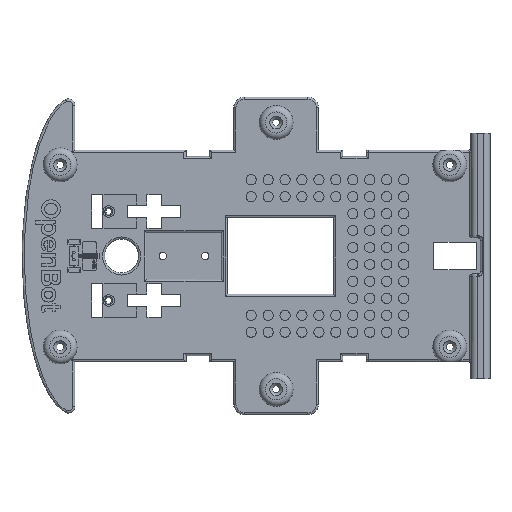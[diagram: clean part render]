
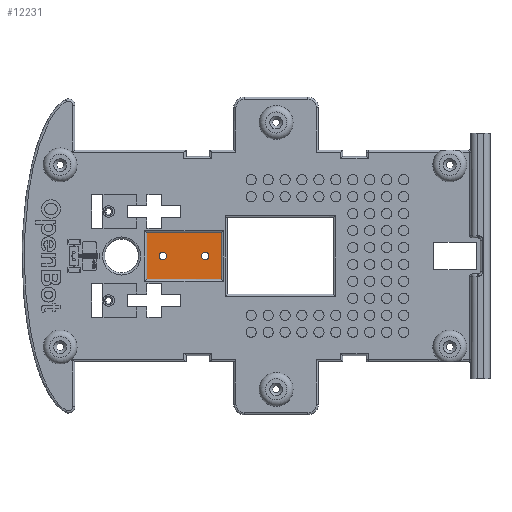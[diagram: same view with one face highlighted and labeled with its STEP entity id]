
A CAD part, top view. The second image highlights one B-rep face of the part: STEP entity #12231.
In plain terms, the highlighted planar face has unit normal (0, 0, 1).
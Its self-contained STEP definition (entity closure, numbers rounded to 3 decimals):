
#882=FACE_BOUND('',#2693,.T.);
#883=FACE_BOUND('',#2694,.T.);
#1192=PLANE('',#12985);
#1854=FACE_OUTER_BOUND('',#2692,.T.);
#2692=EDGE_LOOP('',(#11059,#11060,#11061,#11062));
#2693=EDGE_LOOP('',(#11063));
#2694=EDGE_LOOP('',(#11064));
#3683=LINE('',#22801,#4638);
#3684=LINE('',#22806,#4639);
#3685=LINE('',#22809,#4640);
#3686=LINE('',#22812,#4641);
#4638=VECTOR('',#15313,10.);
#4639=VECTOR('',#15320,10.);
#4640=VECTOR('',#15323,10.);
#4641=VECTOR('',#15328,10.);
#4973=CIRCLE('',#12986,1.75);
#4974=CIRCLE('',#12987,1.75);
#6117=VERTEX_POINT('',#22798);
#6118=VERTEX_POINT('',#22800);
#6119=VERTEX_POINT('',#22804);
#6120=VERTEX_POINT('',#22808);
#6121=VERTEX_POINT('',#22815);
#6122=VERTEX_POINT('',#22817);
#7805=EDGE_CURVE('',#6117,#6118,#3683,.T.);
#7808=EDGE_CURVE('',#6119,#6117,#3684,.T.);
#7809=EDGE_CURVE('',#6120,#6119,#3685,.T.);
#7811=EDGE_CURVE('',#6118,#6120,#3686,.T.);
#7812=EDGE_CURVE('',#6121,#6121,#4973,.T.);
#7813=EDGE_CURVE('',#6122,#6122,#4974,.T.);
#11059=ORIENTED_EDGE('',*,*,#7811,.F.);
#11060=ORIENTED_EDGE('',*,*,#7805,.F.);
#11061=ORIENTED_EDGE('',*,*,#7808,.F.);
#11062=ORIENTED_EDGE('',*,*,#7809,.F.);
#11063=ORIENTED_EDGE('',*,*,#7812,.F.);
#11064=ORIENTED_EDGE('',*,*,#7813,.F.);
#12231=ADVANCED_FACE('',(#1854,#882,#883),#1192,.F.);
#12985=AXIS2_PLACEMENT_3D('',#22814,#15331,#15332);
#12986=AXIS2_PLACEMENT_3D('',#22816,#15333,#15334);
#12987=AXIS2_PLACEMENT_3D('',#22818,#15335,#15336);
#15313=DIRECTION('',(0.,-1.,0.));
#15320=DIRECTION('',(1.,0.,0.));
#15323=DIRECTION('',(0.,1.,0.));
#15328=DIRECTION('',(-1.,0.,0.));
#15331=DIRECTION('center_axis',(0.,0.,-1.));
#15332=DIRECTION('ref_axis',(-1.,0.,0.));
#15333=DIRECTION('center_axis',(0.,0.,1.));
#15334=DIRECTION('ref_axis',(-1.,0.,0.));
#15335=DIRECTION('center_axis',(0.,0.,1.));
#15336=DIRECTION('ref_axis',(-1.,0.,0.));
#22798=CARTESIAN_POINT('',(-21.,21.,2.));
#22800=CARTESIAN_POINT('',(-21.,-1.,2.));
#22801=CARTESIAN_POINT('',(-21.,21.,2.));
#22804=CARTESIAN_POINT('',(-56.,21.,2.));
#22806=CARTESIAN_POINT('',(-56.,21.,2.));
#22808=CARTESIAN_POINT('',(-56.,-1.,2.));
#22809=CARTESIAN_POINT('',(-56.,-1.,2.));
#22812=CARTESIAN_POINT('',(-21.,-1.,2.));
#22814=CARTESIAN_POINT('Origin',(5.,10.,2.));
#22815=CARTESIAN_POINT('',(-46.75,10.,2.));
#22816=CARTESIAN_POINT('Origin',(-48.5,10.,2.));
#22817=CARTESIAN_POINT('',(-26.75,10.,2.));
#22818=CARTESIAN_POINT('Origin',(-28.5,10.,2.));
